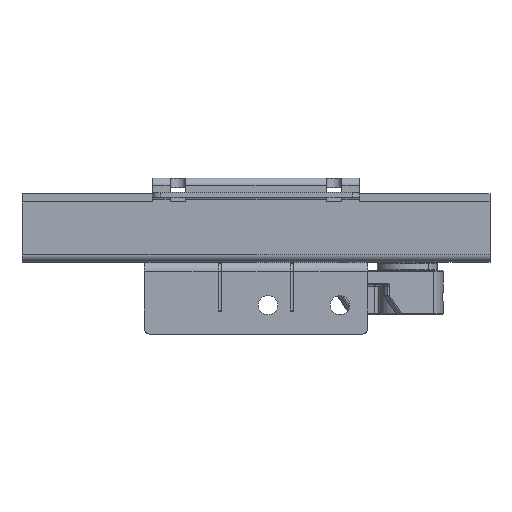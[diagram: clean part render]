
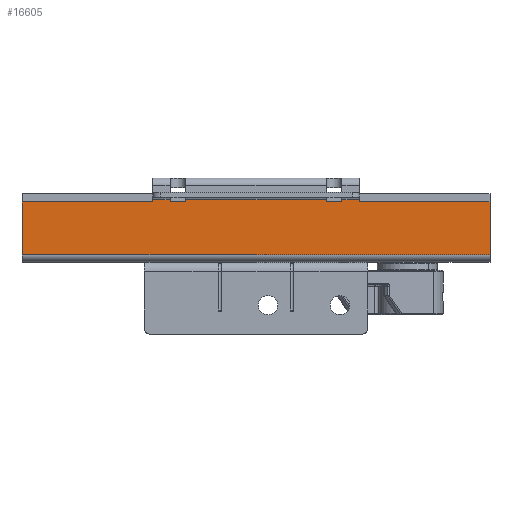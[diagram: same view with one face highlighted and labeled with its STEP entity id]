
A CAD part, left-side view. The second image highlights one B-rep face of the part: STEP entity #16605.
In plain terms, the highlighted planar face has unit normal (-1, 0, 0).
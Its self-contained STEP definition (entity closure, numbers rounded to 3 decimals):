
#14819=DIRECTION('',(0.,1.,0.));
#14820=VECTOR('',#14819,7.2);
#14821=CARTESIAN_POINT('',(-107.,-43.,26.));
#14822=LINE('',#14821,#14820);
#14841=DIRECTION('',(0.,0.,-1.));
#14842=VECTOR('',#14841,1.);
#14843=CARTESIAN_POINT('',(-107.,-43.,26.));
#14844=LINE('',#14843,#14842);
#14845=DIRECTION('',(0.,0.,1.));
#14846=VECTOR('',#14845,1.);
#14847=CARTESIAN_POINT('',(-107.,29.2,25.));
#14848=LINE('',#14847,#14846);
#14849=DIRECTION('',(0.,0.,-1.));
#14850=VECTOR('',#14849,1.);
#14851=CARTESIAN_POINT('',(-107.,-29.2,26.));
#14852=LINE('',#14851,#14850);
#14853=DIRECTION('',(0.,-1.,0.));
#14854=VECTOR('',#14853,6.6);
#14855=CARTESIAN_POINT('',(-107.,-29.2,25.));
#14856=LINE('',#14855,#14854);
#14857=DIRECTION('',(0.,0.,1.));
#14858=VECTOR('',#14857,1.);
#14859=CARTESIAN_POINT('',(-107.,-35.8,25.));
#14860=LINE('',#14859,#14858);
#14861=DIRECTION('',(0.,1.,0.));
#14862=VECTOR('',#14861,54.5);
#14863=CARTESIAN_POINT('',(-107.,-97.5,25.));
#14864=LINE('',#14863,#14862);
#14887=DIRECTION('',(0.,0.,1.));
#14888=VECTOR('',#14887,22.);
#14889=CARTESIAN_POINT('',(-107.,-97.5,3.));
#14890=LINE('',#14889,#14888);
#15080=DIRECTION('',(0.,0.,-1.));
#15081=VECTOR('',#15080,22.);
#15082=CARTESIAN_POINT('',(-107.,97.5,25.));
#15083=LINE('',#15082,#15081);
#15222=DIRECTION('',(0.,0.,-1.));
#15223=VECTOR('',#15222,1.);
#15224=CARTESIAN_POINT('',(-107.,43.,26.));
#15225=LINE('',#15224,#15223);
#15247=DIRECTION('',(0.,1.,0.));
#15248=VECTOR('',#15247,7.2);
#15249=CARTESIAN_POINT('',(-107.,35.8,26.));
#15250=LINE('',#15249,#15248);
#15251=DIRECTION('',(0.,0.,1.));
#15252=VECTOR('',#15251,1.);
#15253=CARTESIAN_POINT('',(-107.,35.8,25.));
#15254=LINE('',#15253,#15252);
#15307=DIRECTION('',(0.,1.,0.));
#15308=VECTOR('',#15307,58.4);
#15309=CARTESIAN_POINT('',(-107.,-29.2,26.));
#15310=LINE('',#15309,#15308);
#15415=DIRECTION('',(0.,1.,0.));
#15416=VECTOR('',#15415,6.6);
#15417=CARTESIAN_POINT('',(-107.,29.2,25.));
#15418=LINE('',#15417,#15416);
#15427=DIRECTION('',(0.,1.,0.));
#15428=VECTOR('',#15427,54.5);
#15429=CARTESIAN_POINT('',(-107.,43.,25.));
#15430=LINE('',#15429,#15428);
#15571=DIRECTION('',(0.,-1.,0.));
#15572=VECTOR('',#15571,195.);
#15573=CARTESIAN_POINT('',(-107.,97.5,3.));
#15574=LINE('',#15573,#15572);
#16073=CARTESIAN_POINT('',(-107.,-43.,26.));
#16074=VERTEX_POINT('',#16073);
#16075=CARTESIAN_POINT('',(-107.,-35.8,26.));
#16076=VERTEX_POINT('',#16075);
#16077=CARTESIAN_POINT('',(-107.,-43.,25.));
#16078=VERTEX_POINT('',#16077);
#16087=CARTESIAN_POINT('',(-107.,-97.5,25.));
#16088=VERTEX_POINT('',#16087);
#16089=CARTESIAN_POINT('',(-107.,-97.5,3.));
#16090=VERTEX_POINT('',#16089);
#16091=CARTESIAN_POINT('',(-107.,97.5,3.));
#16092=VERTEX_POINT('',#16091);
#16093=CARTESIAN_POINT('',(-107.,97.5,25.));
#16094=VERTEX_POINT('',#16093);
#16095=CARTESIAN_POINT('',(-107.,43.,25.));
#16096=VERTEX_POINT('',#16095);
#16097=CARTESIAN_POINT('',(-107.,43.,26.));
#16098=VERTEX_POINT('',#16097);
#16099=CARTESIAN_POINT('',(-107.,35.8,26.));
#16100=VERTEX_POINT('',#16099);
#16101=CARTESIAN_POINT('',(-107.,35.8,25.));
#16102=VERTEX_POINT('',#16101);
#16103=CARTESIAN_POINT('',(-107.,29.2,25.));
#16104=VERTEX_POINT('',#16103);
#16105=CARTESIAN_POINT('',(-107.,29.2,26.));
#16106=VERTEX_POINT('',#16105);
#16107=CARTESIAN_POINT('',(-107.,-29.2,26.));
#16108=VERTEX_POINT('',#16107);
#16109=CARTESIAN_POINT('',(-107.,-29.2,25.));
#16110=VERTEX_POINT('',#16109);
#16111=CARTESIAN_POINT('',(-107.,-35.8,25.));
#16112=VERTEX_POINT('',#16111);
#16568=CARTESIAN_POINT('',(-107.,-97.5,0.));
#16569=DIRECTION('',(-1.,0.,0.));
#16570=DIRECTION('',(0.,0.,1.));
#16571=AXIS2_PLACEMENT_3D('',#16568,#16569,#16570);
#16572=PLANE('',#16571);
#16573=ORIENTED_EDGE('',*,*,#16525,.F.);
#16574=ORIENTED_EDGE('',*,*,#16544,.T.);
#16576=ORIENTED_EDGE('',*,*,#16575,.F.);
#16578=ORIENTED_EDGE('',*,*,#16577,.F.);
#16580=ORIENTED_EDGE('',*,*,#16579,.F.);
#16582=ORIENTED_EDGE('',*,*,#16581,.F.);
#16584=ORIENTED_EDGE('',*,*,#16583,.F.);
#16586=ORIENTED_EDGE('',*,*,#16585,.F.);
#16588=ORIENTED_EDGE('',*,*,#16587,.F.);
#16590=ORIENTED_EDGE('',*,*,#16589,.F.);
#16592=ORIENTED_EDGE('',*,*,#16591,.F.);
#16594=ORIENTED_EDGE('',*,*,#16593,.T.);
#16596=ORIENTED_EDGE('',*,*,#16595,.F.);
#16598=ORIENTED_EDGE('',*,*,#16597,.T.);
#16600=ORIENTED_EDGE('',*,*,#16599,.T.);
#16602=ORIENTED_EDGE('',*,*,#16601,.T.);
#16603=EDGE_LOOP('',(#16573,#16574,#16576,#16578,#16580,#16582,#16584,#16586,
#16588,#16590,#16592,#16594,#16596,#16598,#16600,#16602));
#16604=FACE_OUTER_BOUND('',#16603,.F.);
#16605=ADVANCED_FACE('',(#16604),#16572,.T.);
#16525=EDGE_CURVE('',#16074,#16076,#14822,.T.);
#16544=EDGE_CURVE('',#16074,#16078,#14844,.T.);
#16575=EDGE_CURVE('',#16088,#16078,#14864,.T.);
#16577=EDGE_CURVE('',#16090,#16088,#14890,.T.);
#16579=EDGE_CURVE('',#16092,#16090,#15574,.T.);
#16581=EDGE_CURVE('',#16094,#16092,#15083,.T.);
#16583=EDGE_CURVE('',#16096,#16094,#15430,.T.);
#16585=EDGE_CURVE('',#16098,#16096,#15225,.T.);
#16587=EDGE_CURVE('',#16100,#16098,#15250,.T.);
#16589=EDGE_CURVE('',#16102,#16100,#15254,.T.);
#16591=EDGE_CURVE('',#16104,#16102,#15418,.T.);
#16593=EDGE_CURVE('',#16104,#16106,#14848,.T.);
#16595=EDGE_CURVE('',#16108,#16106,#15310,.T.);
#16597=EDGE_CURVE('',#16108,#16110,#14852,.T.);
#16599=EDGE_CURVE('',#16110,#16112,#14856,.T.);
#16601=EDGE_CURVE('',#16112,#16076,#14860,.T.);
